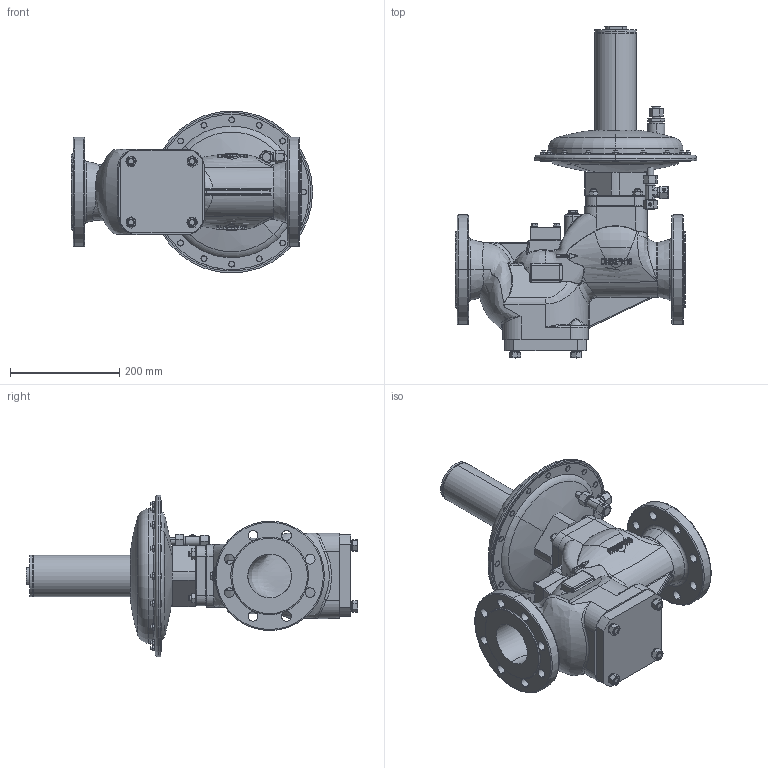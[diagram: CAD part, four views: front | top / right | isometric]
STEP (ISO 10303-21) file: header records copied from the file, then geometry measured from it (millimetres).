
FILE_DESCRIPTION (( 'STEP AP214' ), '1' );
FILE_NAME ('HON330_DN80_PN16_RE1.STEP', '2020-04-17T05:35:02', ( '' ), ( '' ), 'SwSTEP 2.0', 'SolidWorks 2017', '' );
FILE_SCHEMA (( 'AUTOMOTIVE_DESIGN' ));
Length unit declared in the file: millimetre
Products named in the file (1): HON330_DN80_PN16_RE1
Bounding box: 441.1 x 606.97 x 296.2 mm (x, y, z)
Volume: 10249475 mm3; surface area: 932553 mm2
Topology: 47 solids, 47 shells, 2197 faces, 5290 edges, 3226 vertices
Faces by surface type: plane 751, cone 524, cylinder 399, bspline 374, torus 103, sphere 46
Entity records: 160428 total; most frequent: CARTESIAN_POINT 108415, ORIENTED_EDGE 10480, DIRECTION 8582, EDGE_CURVE 5240, AXIS2_PLACEMENT_3D 3434, VERTEX_POINT 3220, EDGE_LOOP 2338, FACE_OUTER_BOUND 2198
